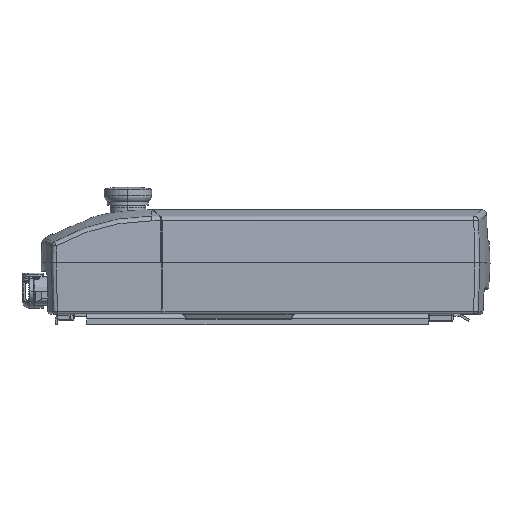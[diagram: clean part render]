
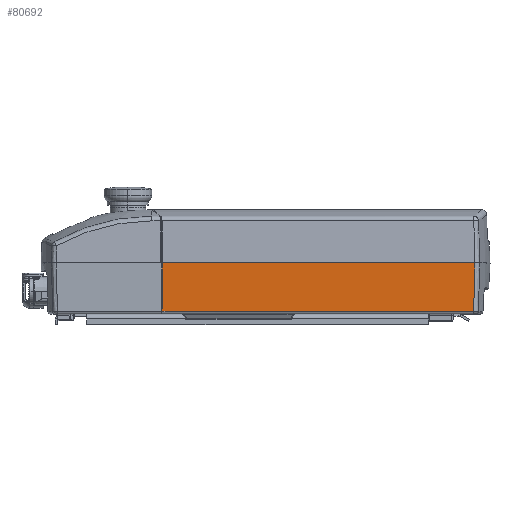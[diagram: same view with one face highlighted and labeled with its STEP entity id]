
A CAD part, top view. The second image highlights one B-rep face of the part: STEP entity #80692.
In plain terms, the highlighted planar face has unit normal (0, -0.035, 0.999).
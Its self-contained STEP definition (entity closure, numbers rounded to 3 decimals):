
#7736 = CARTESIAN_POINT ( 'NONE',  ( 260.761, 1.93, 58.636 ) ) ;
#10253 = PLANE ( 'NONE',  #25701 ) ;
#10541 = CARTESIAN_POINT ( 'NONE',  ( 9.212, 41., 60. ) ) ;
#14518 = EDGE_CURVE ( 'NONE', #17897, #20307, #27988, .T. ) ;
#15200 = CARTESIAN_POINT ( 'NONE',  ( 261.832, 41., 60. ) ) ;
#17280 = CARTESIAN_POINT ( 'NONE',  ( 9.579, 41., 60. ) ) ;
#17314 = CARTESIAN_POINT ( 'NONE',  ( 261.137, 14.361, 59.07 ) ) ;
#17897 = VERTEX_POINT ( 'NONE', #17280 ) ;
#18558 = CARTESIAN_POINT ( 'NONE',  ( 9.212, 41., 60. ) ) ;
#19373 = VERTEX_POINT ( 'NONE', #69519 ) ;
#19497 = CARTESIAN_POINT ( 'NONE',  ( 9.515, 1.93, 58.636 ) ) ;
#20307 = VERTEX_POINT ( 'NONE', #53237 ) ;
#22756 = VECTOR ( 'NONE', #80623, 1000. ) ;
#25701 = AXIS2_PLACEMENT_3D ( 'NONE', #18558, #84551, #62573 ) ;
#27976 = EDGE_LOOP ( 'NONE', ( #71961, #67812, #53562, #82350 ) ) ;
#27988 =( BOUNDED_CURVE ( )  B_SPLINE_CURVE ( 3, ( #64486, #86941, #58572, #19497 ),
 .UNSPECIFIED., .F., .F. ) 
 B_SPLINE_CURVE_WITH_KNOTS ( ( 4, 4 ),
 ( 1.519, 1.525 ),
 .UNSPECIFIED. ) 
 CURVE ( )  GEOMETRIC_REPRESENTATION_ITEM ( )  RATIONAL_B_SPLINE_CURVE ( ( 1., 1., 1., 1. ) ) 
 REPRESENTATION_ITEM ( '' )  );
#31035 = CARTESIAN_POINT ( 'NONE',  ( 261.654, 34.192, 59.762 ) ) ;
#31781 = EDGE_CURVE ( 'NONE', #19373, #55602, #47268, .T. ) ;
#32290 = FACE_OUTER_BOUND ( 'NONE', #27976, .T. ) ;
#35667 = LINE ( 'NONE', #7736, #22756 ) ;
#37853 = CARTESIAN_POINT ( 'NONE',  ( 261.299, 20.576, 59.287 ) ) ;
#39877 = LINE ( 'NONE', #10541, #56531 ) ;
#41698 = EDGE_CURVE ( 'NONE', #20307, #19373, #35667, .T. ) ;
#47186 = DIRECTION ( 'NONE',  ( 1., 0., 0. ) ) ;
#47268 = B_SPLINE_CURVE_WITH_KNOTS ( 'NONE', 3,
 ( #54474, #84273, #17314, #37853, #69627, #31035, #67681 ),
 .UNSPECIFIED., .F., .F.,
 ( 4, 3, 4 ),
 ( 0.002, 0.021, 0.041 ),
 .UNSPECIFIED. ) ;
#53237 = CARTESIAN_POINT ( 'NONE',  ( 9.515, 1.93, 58.636 ) ) ;
#53562 = ORIENTED_EDGE ( 'NONE', *, *, #90290, .F. ) ;
#54474 = CARTESIAN_POINT ( 'NONE',  ( 260.812, 1.93, 58.636 ) ) ;
#55602 = VERTEX_POINT ( 'NONE', #15200 ) ;
#56531 = VECTOR ( 'NONE', #47186, 1000. ) ;
#58572 = CARTESIAN_POINT ( 'NONE',  ( 9.535, 14.956, 59.091 ) ) ;
#62573 = DIRECTION ( 'NONE',  ( 0., -0.999, -0.035 ) ) ;
#64486 = CARTESIAN_POINT ( 'NONE',  ( 9.579, 41., 60. ) ) ;
#67681 = CARTESIAN_POINT ( 'NONE',  ( 261.832, 41., 60. ) ) ;
#67812 = ORIENTED_EDGE ( 'NONE', *, *, #31781, .T. ) ;
#69519 = CARTESIAN_POINT ( 'NONE',  ( 260.812, 1.93, 58.636 ) ) ;
#69627 = CARTESIAN_POINT ( 'NONE',  ( 261.477, 27.384, 59.525 ) ) ;
#71961 = ORIENTED_EDGE ( 'NONE', *, *, #41698, .T. ) ;
#80623 = DIRECTION ( 'NONE',  ( 1., 0., 0. ) ) ;
#80692 = ADVANCED_FACE ( 'NONE', ( #32290 ), #10253, .T. ) ;
#82350 = ORIENTED_EDGE ( 'NONE', *, *, #14518, .T. ) ;
#84273 = CARTESIAN_POINT ( 'NONE',  ( 260.975, 8.146, 58.853 ) ) ;
#84551 = DIRECTION ( 'NONE',  ( 0., -0.035, 0.999 ) ) ;
#86941 = CARTESIAN_POINT ( 'NONE',  ( 9.556, 27.979, 59.545 ) ) ;
#90290 = EDGE_CURVE ( 'NONE', #17897, #55602, #39877, .T. ) ;
